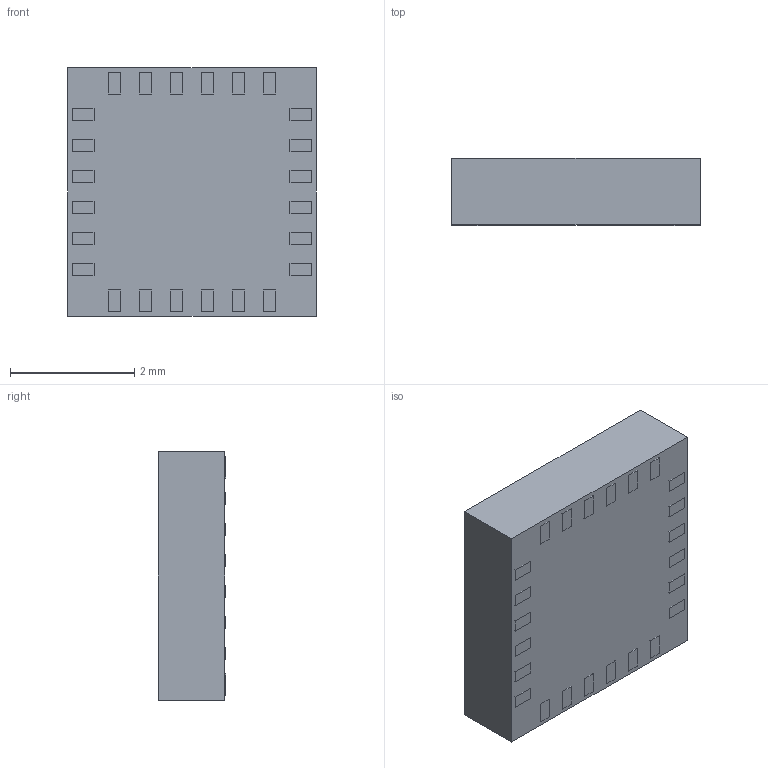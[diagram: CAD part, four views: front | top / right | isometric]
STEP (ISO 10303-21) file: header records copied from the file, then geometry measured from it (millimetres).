
FILE_DESCRIPTION (( 'STEP AP214' ), '1' );
FILE_NAME ('User Library-LGA-24.STEP', '2017-01-25T15:56:17', ( 'Windows User' ), ( '' ), 'SwSTEP 2.0', 'SolidWorks 2017', '' );
FILE_SCHEMA (( 'AUTOMOTIVE_DESIGN' ));
Length unit declared in the file: millimetre
Products named in the file (1): User Library-LGA-24
Bounding box: 4 x 1.08 x 4 mm (x, y, z)
Volume: 17.5 mm3; surface area: 57.8 mm2
Topology: 25 solids, 25 shells, 153 faces, 306 edges, 204 vertices
Faces by surface type: plane 151, cylinder 2
Entity records: 5817 total; most frequent: CARTESIAN_POINT 664, DIRECTION 618, ORIENTED_EDGE 612, EDGE_CURVE 306, LINE 302, VECTOR 302, VERTEX_POINT 204, UNCERTAINTY_MEASURE_WITH_UNIT 180
